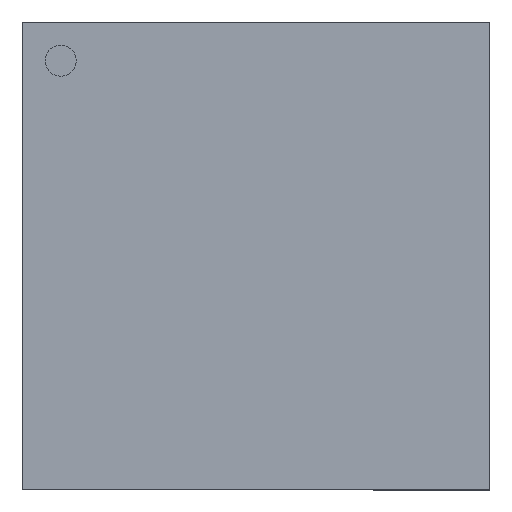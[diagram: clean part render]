
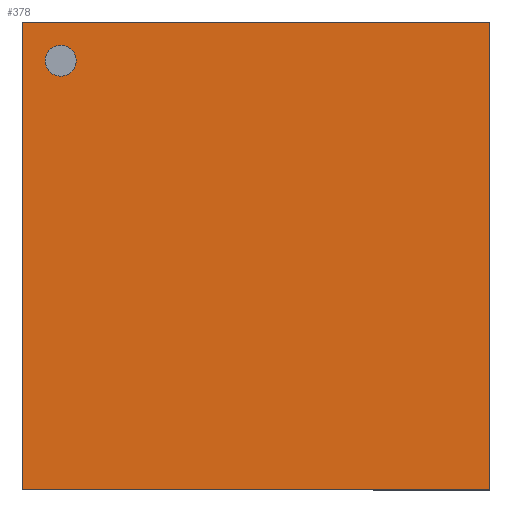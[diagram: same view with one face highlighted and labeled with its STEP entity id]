
A CAD part, top view. The second image highlights one B-rep face of the part: STEP entity #378.
In plain terms, the highlighted planar face has unit normal (0, 0, 1).
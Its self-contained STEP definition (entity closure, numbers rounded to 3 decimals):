
#168=CARTESIAN_POINT('',(-4.65,5.05,1.7));
#169=VERTEX_POINT('',#168);
#178=CARTESIAN_POINT('',(-5.45,5.05,1.7));
#179=VERTEX_POINT('',#178);
#180=CARTESIAN_POINT('',(-5.05,5.05,1.7));
#181=DIRECTION('',(0.0,0.0,-1.0));
#182=DIRECTION('',(1.0,0.0,0.0));
#183=AXIS2_PLACEMENT_3D('',#180,#181,#182);
#184=CIRCLE('',#183,0.4);
#185=EDGE_CURVE('',#179,#169,#184,.T.);
#219=CARTESIAN_POINT('',(-5.05,5.05,1.7));
#220=DIRECTION('',(0.0,0.0,-1.0));
#221=DIRECTION('',(1.0,0.0,0.0));
#222=AXIS2_PLACEMENT_3D('',#219,#220,#221);
#223=CIRCLE('',#222,0.4);
#224=EDGE_CURVE('',#169,#179,#223,.T.);
#244=CARTESIAN_POINT('',(-6.05,6.05,1.7));
#245=VERTEX_POINT('',#244);
#262=CARTESIAN_POINT('',(-6.05,-6.05,1.7));
#263=VERTEX_POINT('',#262);
#270=CARTESIAN_POINT('',(-6.05,6.05,1.7));
#271=DIRECTION('',(0.0,-1.0,0.0));
#272=VECTOR('',#271,12.1);
#273=LINE('',#270,#272);
#274=EDGE_CURVE('',#245,#263,#273,.T.);
#284=CARTESIAN_POINT('',(6.05,6.05,1.7));
#285=VERTEX_POINT('',#284);
#301=CARTESIAN_POINT('',(6.05,6.05,1.7));
#302=DIRECTION('',(-1.0,0.0,0.0));
#303=VECTOR('',#302,12.1);
#304=LINE('',#301,#303);
#305=EDGE_CURVE('',#285,#245,#304,.T.);
#315=CARTESIAN_POINT('',(6.05,-6.05,1.7));
#316=VERTEX_POINT('',#315);
#332=CARTESIAN_POINT('',(6.05,-6.05,1.7));
#333=DIRECTION('',(0.0,1.0,0.0));
#334=VECTOR('',#333,12.1);
#335=LINE('',#332,#334);
#336=EDGE_CURVE('',#316,#285,#335,.T.);
#354=CARTESIAN_POINT('',(-6.05,-6.05,1.7));
#355=DIRECTION('',(1.0,0.0,0.0));
#356=VECTOR('',#355,12.1);
#357=LINE('',#354,#356);
#358=EDGE_CURVE('',#263,#316,#357,.T.);
#363=CARTESIAN_POINT('',(0.0,0.,1.7));
#364=DIRECTION('',(0.0,0.0,1.0));
#365=DIRECTION('',(0.0,-1.0,0.0));
#366=AXIS2_PLACEMENT_3D('',#363,#364,#365);
#367=PLANE('',#366);
#368=ORIENTED_EDGE('',*,*,#358,.T.);
#369=ORIENTED_EDGE('',*,*,#336,.T.);
#370=ORIENTED_EDGE('',*,*,#305,.T.);
#371=ORIENTED_EDGE('',*,*,#274,.T.);
#372=EDGE_LOOP('',(#368,#369,#370,#371));
#373=FACE_OUTER_BOUND('',#372,.T.);
#374=ORIENTED_EDGE('',*,*,#224,.T.);
#375=ORIENTED_EDGE('',*,*,#185,.T.);
#376=EDGE_LOOP('',(#374,#375));
#377=FACE_BOUND('',#376,.T.);
#378=ADVANCED_FACE('',(#373,#377),#367,.T.);
